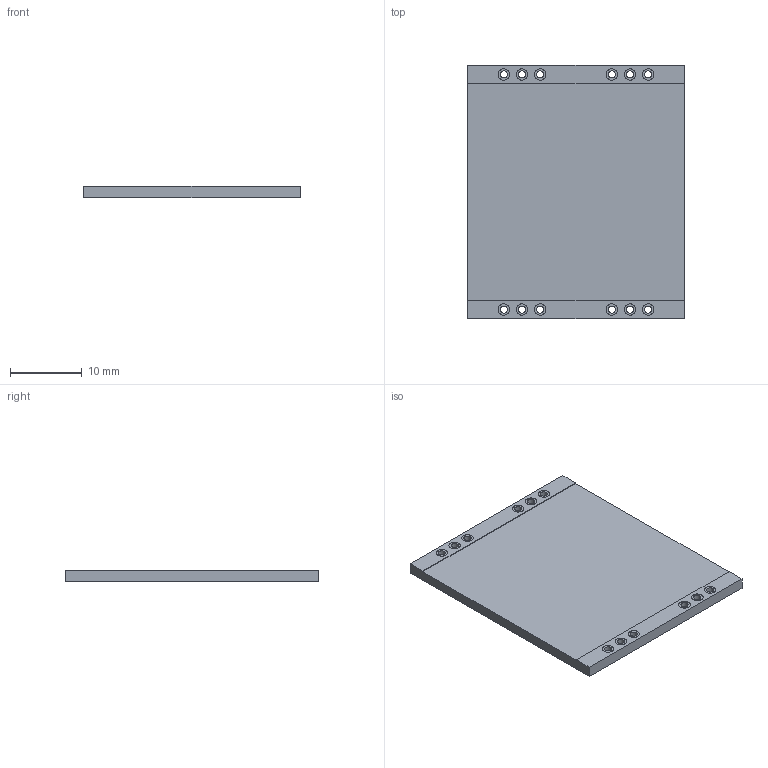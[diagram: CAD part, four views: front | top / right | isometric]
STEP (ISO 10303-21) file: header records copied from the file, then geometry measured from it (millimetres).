
FILE_DESCRIPTION(/* description */ (''),/* implementation_level */ '2;1');
FILE_NAME(/* name */ 'TouchScreen_and_Leds v7.step',/* time_stamp */ '2020-10-22T21:51:09+08:00',/* author */ (''),/* organization */ (''),/* preprocessor_version */ 'ST-DEVELOPER v18.1',/* originating_system */ 'Autodesk Translation Framework v9.3.0.1241',/* authorisation */ '');
FILE_SCHEMA (('AUTOMOTIVE_DESIGN { 1 0 10303 214 3 1 1 }'));
Length unit declared in the file: millimetre
Products named in the file (2): TouchScreen_and_Leds; TouchSensor
Assembly tree (1 placements, depth 2):
  TouchScreen_and_Leds
    TouchSensor
Bounding box: 30.2 x 35.4 x 1.6 mm (x, y, z)
Volume: 1603.6 mm3; surface area: 2390 mm2
Topology: 1 solids, 1 shells, 46 faces, 96 edges, 64 vertices
Faces by surface type: cylinder 24, plane 22
Full cylindrical faces by diameter (mm): 1 x12, 1.6 x12
Entity records: 1385 total; most frequent: DIRECTION 242, CARTESIAN_POINT 209, ORIENTED_EDGE 192, AXIS2_PLACEMENT_3D 97, EDGE_CURVE 96, EDGE_LOOP 82, VERTEX_POINT 64, LINE 48
